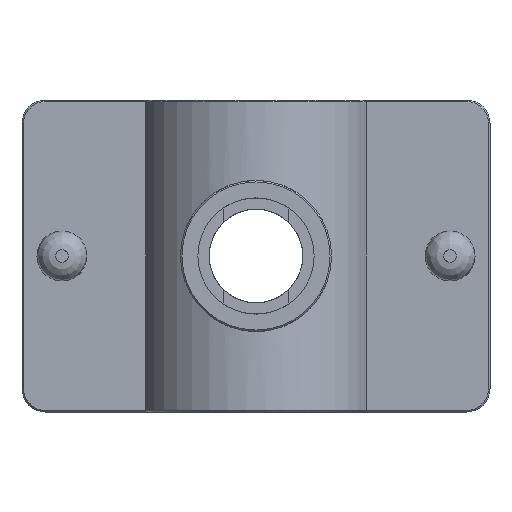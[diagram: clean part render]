
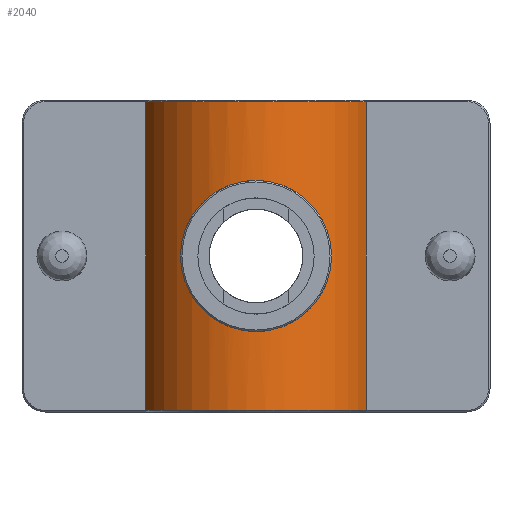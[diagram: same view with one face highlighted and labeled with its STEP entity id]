
A CAD part, front view. The second image highlights one B-rep face of the part: STEP entity #2040.
In plain terms, the highlighted cylindrical face has radius 18.75 mm (diameter 37.5 mm), a partial arc.
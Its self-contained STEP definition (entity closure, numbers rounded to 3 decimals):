
#64=LINE('',#2985,#224);
#65=LINE('',#2988,#225);
#66=LINE('',#2991,#226);
#67=LINE('',#2994,#227);
#164=LINE('',#3520,#324);
#165=LINE('',#3522,#325);
#224=VECTOR('',#2327,2.339);
#225=VECTOR('',#2330,2.339);
#226=VECTOR('',#2333,2.339);
#227=VECTOR('',#2336,2.339);
#324=VECTOR('',#2667,49.5);
#325=VECTOR('',#2670,49.5);
#468=FACE_BOUND('',#712,.T.);
#566=FACE_OUTER_BOUND('',#711,.T.);
#711=EDGE_LOOP('',(#1668,#1669,#1670,#1671));
#712=EDGE_LOOP('',(#1672,#1673,#1674,#1675,#1676,#1677,#1678,#1679));
#838=CIRCLE('',#2207,18.75);
#839=CIRCLE('',#2210,18.75);
#877=B_SPLINE_CURVE_WITH_KNOTS('',3,(#2915,#2916,#2917,#2918,#2919,#2920,
#2921,#2922,#2923,#2924,#2925,#2926,#2927,#2928),.UNSPECIFIED.,.F.,.F.,
(4,2,2,2,2,2,4),(1.708,1.716,2.002,2.288,
2.574,2.861,2.868),.UNSPECIFIED.);
#878=B_SPLINE_CURVE_WITH_KNOTS('',3,(#2932,#2933,#2934,#2935,#2936,#2937,
#2938,#2939,#2940,#2941,#2942,#2943,#2944,#2945,#2946),.UNSPECIFIED.,.F.,
 .F.,(4,2,2,3,2,2,4),(-0.58,-0.572,-0.286,
0.,0.286,0.572,0.58),.UNSPECIFIED.);
#880=B_SPLINE_CURVE_WITH_KNOTS('',3,(#2996,#2997,#2998,#2999,#3000,#3001,
#3002,#3003,#3004,#3005),.UNSPECIFIED.,.F.,.F.,(4,2,2,2,4),(0.892,
1.074,1.432,1.789,1.972),
 .UNSPECIFIED.);
#881=B_SPLINE_CURVE_WITH_KNOTS('',3,(#3007,#3008,#3009,#3010,#3011,#3012,
#3013,#3014,#3015,#3016),.UNSPECIFIED.,.F.,.F.,(4,2,2,2,4),(3.755,
3.938,4.296,4.653,4.836),
 .UNSPECIFIED.);
#899=VERTEX_POINT('',#2913);
#900=VERTEX_POINT('',#2914);
#901=VERTEX_POINT('',#2929);
#902=VERTEX_POINT('',#2931);
#904=VERTEX_POINT('',#2984);
#905=VERTEX_POINT('',#2986);
#906=VERTEX_POINT('',#2990);
#907=VERTEX_POINT('',#2992);
#1005=VERTEX_POINT('',#3460);
#1006=VERTEX_POINT('',#3465);
#1007=VERTEX_POINT('',#3472);
#1009=VERTEX_POINT('',#3481);
#1085=EDGE_CURVE('',#899,#900,#877,.T.);
#1087=EDGE_CURVE('',#902,#901,#878,.T.);
#1090=EDGE_CURVE('',#904,#899,#64,.T.);
#1092=EDGE_CURVE('',#901,#905,#65,.T.);
#1093=EDGE_CURVE('',#906,#902,#66,.T.);
#1095=EDGE_CURVE('',#900,#907,#67,.T.);
#1096=EDGE_CURVE('',#905,#904,#880,.T.);
#1097=EDGE_CURVE('',#907,#906,#881,.T.);
#1238=EDGE_CURVE('',#1005,#1006,#838,.T.);
#1244=EDGE_CURVE('',#1009,#1007,#839,.T.);
#1261=EDGE_CURVE('',#1005,#1007,#164,.T.);
#1262=EDGE_CURVE('',#1006,#1009,#165,.T.);
#1668=ORIENTED_EDGE('',*,*,#1238,.F.);
#1669=ORIENTED_EDGE('',*,*,#1261,.T.);
#1670=ORIENTED_EDGE('',*,*,#1244,.F.);
#1671=ORIENTED_EDGE('',*,*,#1262,.F.);
#1672=ORIENTED_EDGE('',*,*,#1085,.T.);
#1673=ORIENTED_EDGE('',*,*,#1095,.T.);
#1674=ORIENTED_EDGE('',*,*,#1097,.T.);
#1675=ORIENTED_EDGE('',*,*,#1093,.T.);
#1676=ORIENTED_EDGE('',*,*,#1087,.T.);
#1677=ORIENTED_EDGE('',*,*,#1092,.T.);
#1678=ORIENTED_EDGE('',*,*,#1096,.T.);
#1679=ORIENTED_EDGE('',*,*,#1090,.T.);
#1951=CYLINDRICAL_SURFACE('',#2225,18.75);
#2040=ADVANCED_FACE('',(#566,#468),#1951,.T.);
#2207=AXIS2_PLACEMENT_3D('',#3466,#2617,#2618);
#2210=AXIS2_PLACEMENT_3D('',#3486,#2625,#2626);
#2225=AXIS2_PLACEMENT_3D('',#3521,#2668,#2669);
#2327=DIRECTION('',(0.,0.,-1.));
#2330=DIRECTION('',(0.,0.,1.));
#2333=DIRECTION('',(0.,0.,1.));
#2336=DIRECTION('',(0.,0.,-1.));
#2617=DIRECTION('center_axis',(0.,0.,-1.));
#2618=DIRECTION('ref_axis',(1.,0.,0.));
#2625=DIRECTION('center_axis',(0.,0.,1.));
#2626=DIRECTION('ref_axis',(1.,0.,0.));
#2667=DIRECTION('',(0.,0.,1.));
#2668=DIRECTION('center_axis',(0.,0.,1.));
#2669=DIRECTION('ref_axis',(1.,0.,0.));
#2670=DIRECTION('',(0.,0.,1.));
#2913=CARTESIAN_POINT('',(5.25,-18.,5.356));
#2914=CARTESIAN_POINT('',(5.25,-18.,-5.356));
#2915=CARTESIAN_POINT('Ctrl Pts',(5.25,-18.,5.356));
#2916=CARTESIAN_POINT('Ctrl Pts',(5.268,-17.995,5.339));
#2917=CARTESIAN_POINT('Ctrl Pts',(5.286,-17.99,5.321));
#2918=CARTESIAN_POINT('Ctrl Pts',(5.964,-17.79,4.643));
#2919=CARTESIAN_POINT('Ctrl Pts',(6.539,-17.578,3.807));
#2920=CARTESIAN_POINT('Ctrl Pts',(7.307,-17.272,1.963));
#2921=CARTESIAN_POINT('Ctrl Pts',(7.5,-17.185,0.954));
#2922=CARTESIAN_POINT('Ctrl Pts',(7.5,-17.185,-0.954));
#2923=CARTESIAN_POINT('Ctrl Pts',(7.307,-17.272,-1.963));
#2924=CARTESIAN_POINT('Ctrl Pts',(6.539,-17.578,-3.807));
#2925=CARTESIAN_POINT('Ctrl Pts',(5.964,-17.79,-4.643));
#2926=CARTESIAN_POINT('Ctrl Pts',(5.286,-17.99,-5.321));
#2927=CARTESIAN_POINT('Ctrl Pts',(5.268,-17.995,-5.339));
#2928=CARTESIAN_POINT('Ctrl Pts',(5.25,-18.,-5.356));
#2929=CARTESIAN_POINT('',(-5.25,-18.,5.356));
#2931=CARTESIAN_POINT('',(-5.25,-18.,-5.356));
#2932=CARTESIAN_POINT('Ctrl Pts',(-5.25,-18.,-5.356));
#2933=CARTESIAN_POINT('Ctrl Pts',(-5.268,-17.995,-5.339));
#2934=CARTESIAN_POINT('Ctrl Pts',(-5.286,-17.99,-5.321));
#2935=CARTESIAN_POINT('Ctrl Pts',(-5.964,-17.79,-4.643));
#2936=CARTESIAN_POINT('Ctrl Pts',(-6.539,-17.578,-3.807));
#2937=CARTESIAN_POINT('Ctrl Pts',(-7.307,-17.272,-1.963));
#2938=CARTESIAN_POINT('Ctrl Pts',(-7.5,-17.185,-0.954));
#2939=CARTESIAN_POINT('Ctrl Pts',(-7.5,-17.185,0.));
#2940=CARTESIAN_POINT('Ctrl Pts',(-7.5,-17.185,0.954));
#2941=CARTESIAN_POINT('Ctrl Pts',(-7.307,-17.272,1.963));
#2942=CARTESIAN_POINT('Ctrl Pts',(-6.539,-17.578,3.807));
#2943=CARTESIAN_POINT('Ctrl Pts',(-5.964,-17.79,4.643));
#2944=CARTESIAN_POINT('Ctrl Pts',(-5.286,-17.99,5.321));
#2945=CARTESIAN_POINT('Ctrl Pts',(-5.268,-17.995,5.339));
#2946=CARTESIAN_POINT('Ctrl Pts',(-5.25,-18.,5.356));
#2984=CARTESIAN_POINT('',(5.25,-18.,7.695));
#2985=CARTESIAN_POINT('',(5.25,-18.,0.));
#2986=CARTESIAN_POINT('',(-5.25,-18.,7.695));
#2988=CARTESIAN_POINT('',(-5.25,-18.,0.));
#2990=CARTESIAN_POINT('',(-5.25,-18.,-7.695));
#2991=CARTESIAN_POINT('',(-5.25,-18.,0.));
#2992=CARTESIAN_POINT('',(5.25,-18.,-7.695));
#2994=CARTESIAN_POINT('',(5.25,-18.,0.));
#2996=CARTESIAN_POINT('Ctrl Pts',(-5.25,-18.,7.695));
#2997=CARTESIAN_POINT('Ctrl Pts',(-4.737,-18.15,8.045));
#2998=CARTESIAN_POINT('Ctrl Pts',(-4.179,-18.288,8.35));
#2999=CARTESIAN_POINT('Ctrl Pts',(-2.449,-18.626,9.073));
#3000=CARTESIAN_POINT('Ctrl Pts',(-1.192,-18.75,9.316));
#3001=CARTESIAN_POINT('Ctrl Pts',(1.192,-18.75,9.316));
#3002=CARTESIAN_POINT('Ctrl Pts',(2.449,-18.626,9.073));
#3003=CARTESIAN_POINT('Ctrl Pts',(4.179,-18.288,8.35));
#3004=CARTESIAN_POINT('Ctrl Pts',(4.737,-18.15,8.045));
#3005=CARTESIAN_POINT('Ctrl Pts',(5.25,-18.,7.695));
#3007=CARTESIAN_POINT('Ctrl Pts',(5.25,-18.,-7.695));
#3008=CARTESIAN_POINT('Ctrl Pts',(4.737,-18.15,-8.045));
#3009=CARTESIAN_POINT('Ctrl Pts',(4.179,-18.288,-8.35));
#3010=CARTESIAN_POINT('Ctrl Pts',(2.449,-18.626,-9.073));
#3011=CARTESIAN_POINT('Ctrl Pts',(1.192,-18.75,-9.316));
#3012=CARTESIAN_POINT('Ctrl Pts',(-1.192,-18.75,-9.316));
#3013=CARTESIAN_POINT('Ctrl Pts',(-2.449,-18.626,-9.073));
#3014=CARTESIAN_POINT('Ctrl Pts',(-4.179,-18.288,-8.35));
#3015=CARTESIAN_POINT('Ctrl Pts',(-4.737,-18.15,-8.045));
#3016=CARTESIAN_POINT('Ctrl Pts',(-5.25,-18.,-7.695));
#3460=CARTESIAN_POINT('',(17.678,-6.25,-24.75));
#3465=CARTESIAN_POINT('',(-17.678,-6.25,-24.75));
#3466=CARTESIAN_POINT('Origin',(0.,0.,-24.75));
#3472=CARTESIAN_POINT('',(17.678,-6.25,24.75));
#3481=CARTESIAN_POINT('',(-17.678,-6.25,24.75));
#3486=CARTESIAN_POINT('Origin',(0.,0.,24.75));
#3520=CARTESIAN_POINT('',(17.678,-6.25,0.));
#3521=CARTESIAN_POINT('Origin',(0.,0.,0.));
#3522=CARTESIAN_POINT('',(-17.678,-6.25,0.));
